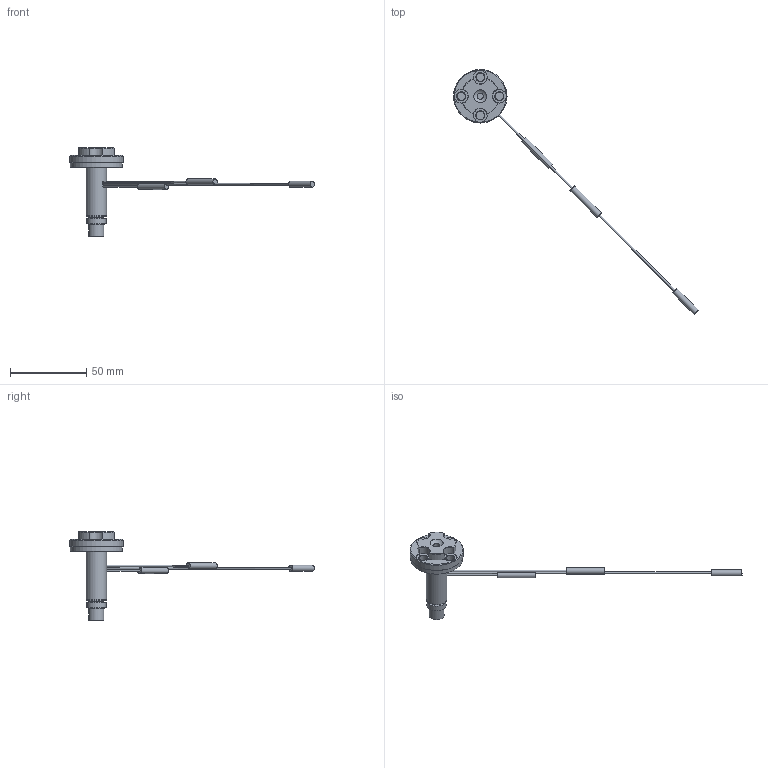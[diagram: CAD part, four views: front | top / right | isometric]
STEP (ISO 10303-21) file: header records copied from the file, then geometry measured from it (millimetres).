
FILE_DESCRIPTION(/* description */ (''),/* implementation_level */ '2;1');
FILE_NAME(/* name */ 'HSB45S10.stp',/* time_stamp */ '2022-11-09T20:20:15+09:00',/* author */ (''),/* organization */ (''),/* preprocessor_version */ 'ST-DEVELOPER v18.102',/* originating_system */ 'SIEMENS PLM Software NX 2023',/* authorisation */ '');
FILE_SCHEMA (('AUTOMOTIVE_DESIGN { 1 0 10303 214 3 1 1 1 }'));
Length unit declared in the file: millimetre
Products named in the file (1): HSB45S10
Bounding box: 160.34 x 160.34 x 58 mm (x, y, z)
Volume: 14575.6 mm3; surface area: 8511.5 mm2
Topology: 1 solids, 1 shells, 78 faces, 161 edges, 102 vertices
Faces by surface type: cylinder 28, plane 27, cone 19, torus 3, sphere 1
Full cylindrical faces by diameter (mm): 1.2 x3, 4 x2, 5.5 x4, 8.9 x4, 9.98 x1, 10 x2, 12.7 x1, 13 x1, 13.5 x1, 16 x1, 34 x1, 35 x1
Entity records: 1987 total; most frequent: CARTESIAN_POINT 494, DIRECTION 338, ORIENTED_EDGE 216, AXIS2_PLACEMENT_3D 163, EDGE_LOOP 138, FACE_BOUND 115, EDGE_CURVE 108, VERTEX_POINT 88
